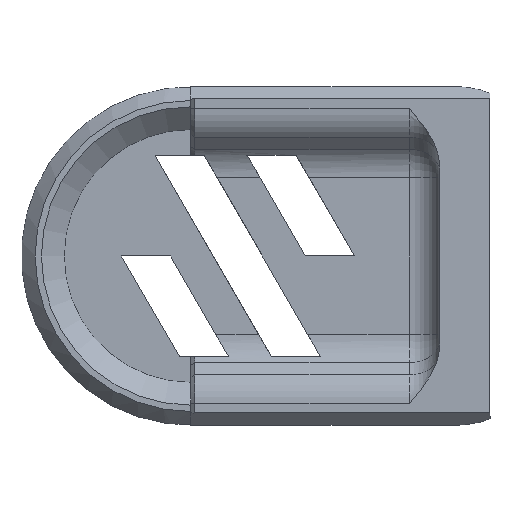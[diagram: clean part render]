
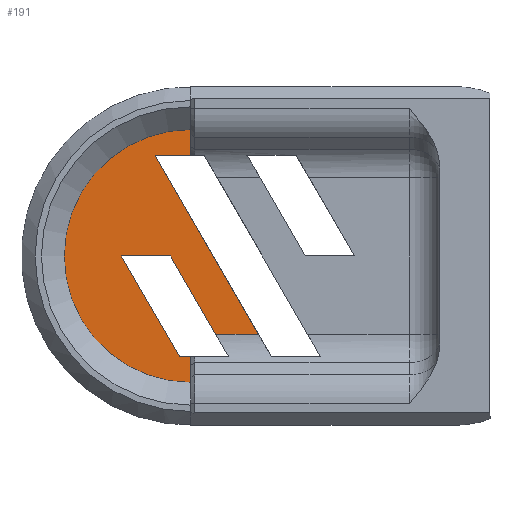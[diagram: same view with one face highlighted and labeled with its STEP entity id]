
A CAD part, front view. The second image highlights one B-rep face of the part: STEP entity #191.
In plain terms, the highlighted planar face has unit normal (0, -1, 0).
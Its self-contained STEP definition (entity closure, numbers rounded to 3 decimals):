
#64 = VECTOR ( 'NONE', #1524, 1000. ) ;
#83 = EDGE_CURVE ( 'NONE', #745, #1793, #381, .T. ) ;
#133 = EDGE_CURVE ( 'NONE', #1550, #2025, #2021, .T. ) ;
#140 = VERTEX_POINT ( 'NONE', #1862 ) ;
#191 = ADVANCED_FACE ( 'NONE', ( #1336 ), #1490, .F. ) ;
#226 = EDGE_CURVE ( 'NONE', #1370, #2025, #2167, .T. ) ;
#256 = DIRECTION ( 'NONE',  ( 0., 0., -1. ) ) ;
#260 = VERTEX_POINT ( 'NONE', #2219 ) ;
#291 = ORIENTED_EDGE ( 'NONE', *, *, #552, .T. ) ;
#307 = DIRECTION ( 'NONE',  ( 0., 0., -1. ) ) ;
#315 = DIRECTION ( 'NONE',  ( 0., 0., -1. ) ) ;
#349 = ORIENTED_EDGE ( 'NONE', *, *, #1814, .T. ) ;
#354 = DIRECTION ( 'NONE',  ( 1., 0., 0. ) ) ;
#360 = VECTOR ( 'NONE', #472, 1000. ) ;
#381 = LINE ( 'NONE', #1270, #1760 ) ;
#409 = CARTESIAN_POINT ( 'NONE',  ( -53.864, 45.787, 23.852 ) ) ;
#437 = DIRECTION ( 'NONE',  ( 0., 0., 1. ) ) ;
#471 = CARTESIAN_POINT ( 'NONE',  ( -56.347, 45.787, 63.21 ) ) ;
#472 = DIRECTION ( 'NONE',  ( -0.5, 0., 0.866 ) ) ;
#488 = EDGE_CURVE ( 'NONE', #140, #1403, #599, .T. ) ;
#533 = CARTESIAN_POINT ( 'NONE',  ( -56.347, 45.787, 19.066 ) ) ;
#552 = EDGE_CURVE ( 'NONE', #1793, #1550, #1879, .T. ) ;
#578 = CARTESIAN_POINT ( 'NONE',  ( -59.876, 45.787, 41.605 ) ) ;
#581 = DIRECTION ( 'NONE',  ( 1., 0., 0. ) ) ;
#599 = LINE ( 'NONE', #1733, #2216 ) ;
#600 = CARTESIAN_POINT ( 'NONE',  ( -56.347, 45.787, 21.605 ) ) ;
#677 = CARTESIAN_POINT ( 'NONE',  ( -68.349, 45.787, 56.28 ) ) ;
#745 = VERTEX_POINT ( 'NONE', #409 ) ;
#797 = LINE ( 'NONE', #1701, #64 ) ;
#857 = CARTESIAN_POINT ( 'NONE',  ( -56.347, 45.787, 44.143 ) ) ;
#983 = VECTOR ( 'NONE', #256, 1000. ) ;
#1023 = ORIENTED_EDGE ( 'NONE', *, *, #488, .F. ) ;
#1079 = ORIENTED_EDGE ( 'NONE', *, *, #226, .F. ) ;
#1114 = DIRECTION ( 'NONE',  ( -0.5, 0., 0.866 ) ) ;
#1120 = VERTEX_POINT ( 'NONE', #1440 ) ;
#1125 = DIRECTION ( 'NONE',  ( 1., 0., 0. ) ) ;
#1133 = VECTOR ( 'NONE', #354, 1000. ) ;
#1140 = CARTESIAN_POINT ( 'NONE',  ( -56.347, 45.787, 41.605 ) ) ;
#1150 = DIRECTION ( 'NONE',  ( 0., 1., 0. ) ) ;
#1183 = CARTESIAN_POINT ( 'NONE',  ( -49.627, 45.787, 23.852 ) ) ;
#1229 = DIRECTION ( 'NONE',  ( 0., -1., 0. ) ) ;
#1270 = CARTESIAN_POINT ( 'NONE',  ( -56.347, 45.787, 23.852 ) ) ;
#1282 = EDGE_CURVE ( 'NONE', #260, #745, #797, .T. ) ;
#1301 = CARTESIAN_POINT ( 'NONE',  ( -56.347, 45.787, 63.21 ) ) ;
#1306 = EDGE_CURVE ( 'NONE', #1120, #2033, #1347, .T. ) ;
#1317 = EDGE_LOOP ( 'NONE', ( #291, #1796, #1079, #2213, #1023, #1966, #2173, #349, #2234, #1378 ) ) ;
#1336 = FACE_OUTER_BOUND ( 'NONE', #1317, .T. ) ;
#1347 = LINE ( 'NONE', #2043, #360 ) ;
#1349 = AXIS2_PLACEMENT_3D ( 'NONE', #471, #1150, #437 ) ;
#1356 = AXIS2_PLACEMENT_3D ( 'NONE', #1384, #1229, #307 ) ;
#1370 = VERTEX_POINT ( 'NONE', #857 ) ;
#1378 = ORIENTED_EDGE ( 'NONE', *, *, #83, .T. ) ;
#1384 = CARTESIAN_POINT ( 'NONE',  ( -56.347, 45.787, 31.605 ) ) ;
#1403 = VERTEX_POINT ( 'NONE', #533 ) ;
#1440 = CARTESIAN_POINT ( 'NONE',  ( -57.44, 45.787, 21.605 ) ) ;
#1489 = LINE ( 'NONE', #600, #2262 ) ;
#1490 = PLANE ( 'NONE',  #1349 ) ;
#1524 = DIRECTION ( 'NONE',  ( 0.5, 0., -0.866 ) ) ;
#1550 = VERTEX_POINT ( 'NONE', #578 ) ;
#1611 = VECTOR ( 'NONE', #1125, 1000. ) ;
#1696 = EDGE_CURVE ( 'NONE', #140, #1120, #1489, .T. ) ;
#1701 = CARTESIAN_POINT ( 'NONE',  ( -71.527, 45.787, 54.445 ) ) ;
#1733 = CARTESIAN_POINT ( 'NONE',  ( -56.347, 45.787, 63.21 ) ) ;
#1760 = VECTOR ( 'NONE', #581, 1000. ) ;
#1776 = EDGE_CURVE ( 'NONE', #1370, #1403, #1867, .T. ) ;
#1793 = VERTEX_POINT ( 'NONE', #1183 ) ;
#1796 = ORIENTED_EDGE ( 'NONE', *, *, #133, .T. ) ;
#1814 = EDGE_CURVE ( 'NONE', #2033, #260, #2089, .T. ) ;
#1826 = VECTOR ( 'NONE', #1114, 1000. ) ;
#1841 = CARTESIAN_POINT ( 'NONE',  ( -63.213, 45.787, 31.605 ) ) ;
#1843 = DIRECTION ( 'NONE',  ( -1., 0., 0. ) ) ;
#1850 = CARTESIAN_POINT ( 'NONE',  ( -56.347, 45.787, 41.605 ) ) ;
#1862 = CARTESIAN_POINT ( 'NONE',  ( -56.347, 45.787, 21.605 ) ) ;
#1867 = CIRCLE ( 'NONE', #1356, 12.539 ) ;
#1879 = LINE ( 'NONE', #677, #1826 ) ;
#1894 = CARTESIAN_POINT ( 'NONE',  ( -56.347, 45.787, 31.605 ) ) ;
#1966 = ORIENTED_EDGE ( 'NONE', *, *, #1696, .T. ) ;
#2021 = LINE ( 'NONE', #1140, #1611 ) ;
#2025 = VERTEX_POINT ( 'NONE', #1850 ) ;
#2033 = VERTEX_POINT ( 'NONE', #1841 ) ;
#2043 = CARTESIAN_POINT ( 'NONE',  ( -75.182, 45.787, 52.335 ) ) ;
#2089 = LINE ( 'NONE', #1894, #1133 ) ;
#2167 = LINE ( 'NONE', #1301, #983 ) ;
#2173 = ORIENTED_EDGE ( 'NONE', *, *, #1306, .T. ) ;
#2213 = ORIENTED_EDGE ( 'NONE', *, *, #1776, .T. ) ;
#2216 = VECTOR ( 'NONE', #315, 1000. ) ;
#2219 = CARTESIAN_POINT ( 'NONE',  ( -58.34, 45.787, 31.605 ) ) ;
#2234 = ORIENTED_EDGE ( 'NONE', *, *, #1282, .T. ) ;
#2262 = VECTOR ( 'NONE', #1843, 1000. ) ;
